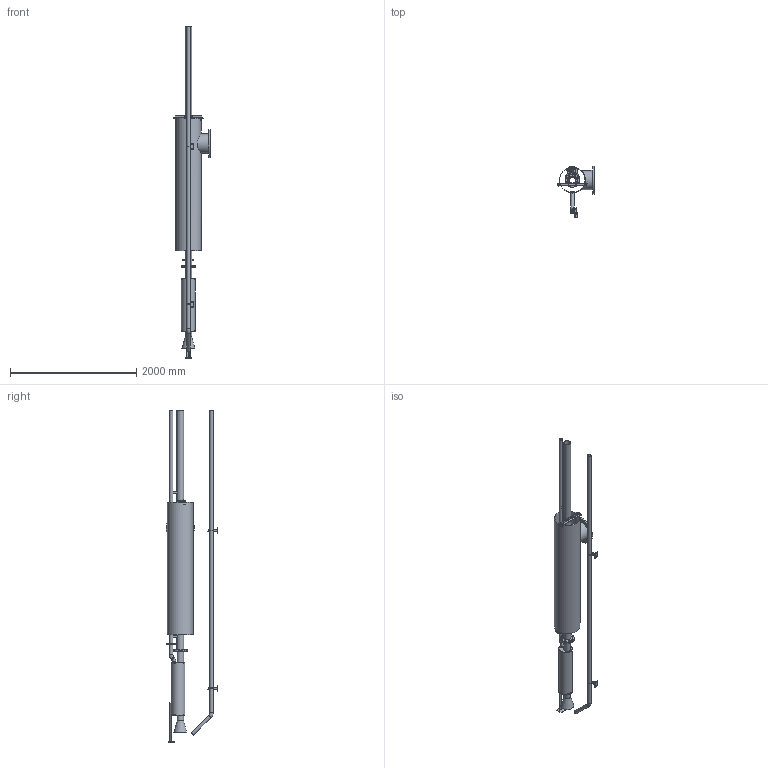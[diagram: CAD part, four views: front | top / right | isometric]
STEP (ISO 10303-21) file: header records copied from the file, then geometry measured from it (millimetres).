
FILE_DESCRIPTION(/* description */ ('Unknown'),/* implementation_level */ '2;1');
FILE_NAME(/* name */ 'Lapak písku - sestava',/* time_stamp */ '2022-09-07T13:16:13+02:00',/* author */ ('Unknown'),/* organization */ ('Unknown'),/* preprocessor_version */ 'ST-DEVELOPER v16.7',/* originating_system */ 'Solid Edge',/* authorisation */ 'Unknown');
FILE_SCHEMA (('AUTOMOTIVE_DESIGN {1 0 10303 214 3 1 1}'));
Length unit declared in the file: millimetre
Products named in the file (31): Lapak písku - sestava; Uklidnovaci valec DN400; Natokova trubka DN300_oa_0; Priruba EKO DN300 PN10; Mamutka 100; telo cerpadla; horni dno; nátok - odtok; spodní dno; Lemovy krouzek DN100 PN 10 - 104x2; Priruba EKO DN100 PN10; vzduch; Priruba EKO DN50 PN10; Lemovy krouzek DN50 PN 10 - 54x2; derovany valec; Tr 104x2; Tr 54x2; Tr 54x2 - samostatna; L 40x40x4; Podperny plech; PLO 30x3 - 65; Konzola uchycení TR DN50; Trmen DN50; L 40x40x4 - usi_oa_1; L 40x40x4 - usi_oa_2; L 40x40x4 - konzola; Trmen DN100
Assembly tree (33 placements, depth 3):
  Lapak písku - sestava
    Uklidnovaci valec DN400
    Natokova trubka DN300_oa_0
    Priruba EKO DN300 PN10
    Mamutka 100
      telo cerpadla
      horni dno
      nátok - odtok
      spodní dno
      Lemovy krouzek DN100 PN 10 - 104x2
      Priruba EKO DN100 PN10
      vzduch
      Priruba EKO DN50 PN10
      Lemovy krouzek DN50 PN 10 - 54x2
      derovany valec
    Tr 104x2
    Tr 54x2
    Lemovy krouzek DN50 PN 10 - 54x2
    Lemovy krouzek DN100 PN 10 - 104x2
    Priruba EKO DN50 PN10
    Priruba EKO DN100 PN10
    Tr 54x2 - samostatna
    L 40x40x4
    Podperny plech
    PLO 30x3 - 65  x2
    Konzola uchycení TR DN50  x2
    Trmen DN50  x2
    L 40x40x4 - usi_oa_1
    L 40x40x4 - usi_oa_2
    L 40x40x4 - konzola
    Trmen DN100
Bounding box: 586.27 x 822.41 x 5264.39 mm (x, y, z)
Volume: 21993609.6 mm3; surface area: 14179056.2 mm2
Topology: 36 solids, 36 shells, 899 faces, 2194 edges, 1371 vertices
Faces by surface type: cylinder 426, cone 303, plane 159, torus 7, bspline 4
Full cylindrical faces by diameter (mm): 5 x300, 8 x6, 10 x8, 12 x6, 18 x24, 22 x12, 50 x9, 54 x5, 55 x1, 57 x2, 100 x4, 102 x3, 104 x4, 105 x2, 108 x3, 158 x2, 165 x2, 212 x2, 213.1 x1, 219.1 x1, 220 x2, 300 x2, 306 x1, 308 x1, 370 x1, 400 x1, 406 x1, 445 x1
Entity records: 25961 total; most frequent: CARTESIAN_POINT 5483, DIRECTION 4281, ORIENTED_EDGE 2726, EDGE_LOOP 2331, FACE_BOUND 2331, AXIS2_PLACEMENT_3D 2031, EDGE_CURVE 1363, VERTEX_POINT 1280
